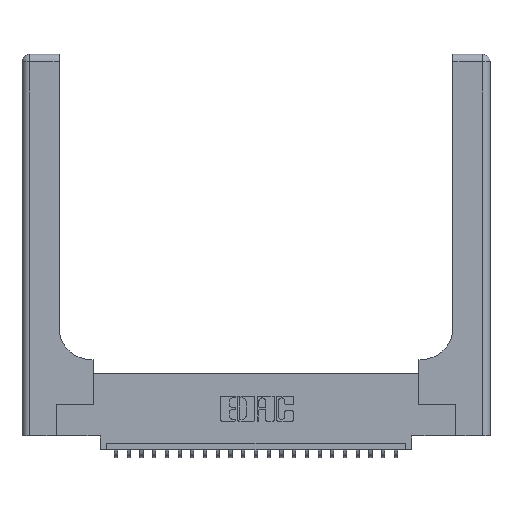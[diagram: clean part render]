
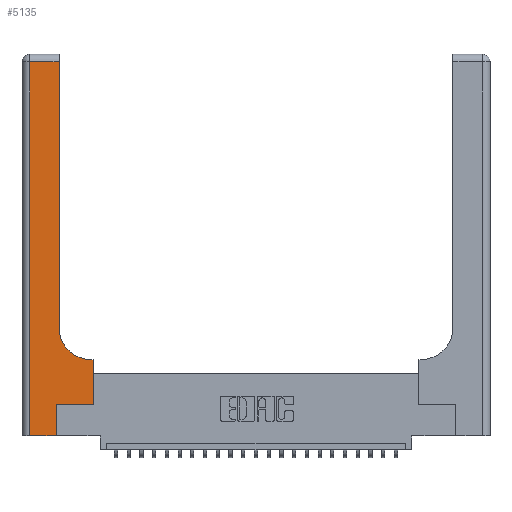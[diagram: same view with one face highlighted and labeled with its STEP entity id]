
A CAD part, top view. The second image highlights one B-rep face of the part: STEP entity #5135.
In plain terms, the highlighted planar face has unit normal (0, 0, 1).
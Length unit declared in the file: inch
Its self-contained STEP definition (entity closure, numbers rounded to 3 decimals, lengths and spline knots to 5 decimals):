
#15 = LINE ( 'NONE', #7695, #12839 ) ;
#119 = DIRECTION ( 'NONE',  ( 0., -1., 0. ) ) ;
#238 = VERTEX_POINT ( 'NONE', #4769 ) ;
#340 = AXIS2_PLACEMENT_3D ( 'NONE', #11983, #3955, #6007 ) ;
#1716 = VECTOR ( 'NONE', #119, 39.37008 ) ;
#1936 = CARTESIAN_POINT ( 'NONE',  ( 0.269, 0., 0.37 ) ) ;
#2567 = CARTESIAN_POINT ( 'NONE',  ( 0.269, 0.25, 0.37 ) ) ;
#3326 = VECTOR ( 'NONE', #20754, 39.37008 ) ;
#3383 = EDGE_CURVE ( 'NONE', #238, #21634, #3781, .T. ) ;
#3652 = VERTEX_POINT ( 'NONE', #19193 ) ;
#3781 = LINE ( 'NONE', #24125, #22126 ) ;
#3877 = PLANE ( 'NONE',  #340 ) ;
#3948 = LINE ( 'NONE', #20927, #3326 ) ;
#3955 = DIRECTION ( 'NONE',  ( 0., 0., -1. ) ) ;
#4755 = FACE_OUTER_BOUND ( 'NONE', #6441, .T. ) ;
#4769 = CARTESIAN_POINT ( 'NONE',  ( 0.2915, 2.94, 0.37 ) ) ;
#4997 = ORIENTED_EDGE ( 'NONE', *, *, #12898, .T. ) ;
#5135 = ADVANCED_FACE ( 'NONE', ( #4755 ), #3877, .F. ) ;
#5717 = ORIENTED_EDGE ( 'NONE', *, *, #16762, .T. ) ;
#5740 = ORIENTED_EDGE ( 'NONE', *, *, #22311, .T. ) ;
#6007 = DIRECTION ( 'NONE',  ( -1., 0., 0. ) ) ;
#6402 = DIRECTION ( 'NONE',  ( 0., 0., -1. ) ) ;
#6441 = EDGE_LOOP ( 'NONE', ( #19680, #18836, #4997, #14852, #11076, #19904, #5740, #5717, #22253 ) ) ;
#7313 = DIRECTION ( 'NONE',  ( -1., 0., 0. ) ) ;
#7401 = VERTEX_POINT ( 'NONE', #9454 ) ;
#7524 = VECTOR ( 'NONE', #22188, 39.37008 ) ;
#7695 = CARTESIAN_POINT ( 'NONE',  ( 0.2915, 0.6, 0.37 ) ) ;
#8163 = CARTESIAN_POINT ( 'NONE',  ( 0.5415, 0.6, 0.37 ) ) ;
#8287 = VERTEX_POINT ( 'NONE', #8163 ) ;
#8519 = VECTOR ( 'NONE', #10400, 39.37008 ) ;
#8616 = VECTOR ( 'NONE', #24903, 39.37008 ) ;
#8931 = CARTESIAN_POINT ( 'NONE',  ( 0.5585, 0.6, 0.37 ) ) ;
#9304 = CARTESIAN_POINT ( 'NONE',  ( 0.06, 2.94, 0.37 ) ) ;
#9346 = LINE ( 'NONE', #1936, #16985 ) ;
#9454 = CARTESIAN_POINT ( 'NONE',  ( 0.5585, 0.25, 0.37 ) ) ;
#10246 = CARTESIAN_POINT ( 'NONE',  ( 0.269, 0., 0.37 ) ) ;
#10324 = CARTESIAN_POINT ( 'NONE',  ( 0.5415, 0.85, 0.37 ) ) ;
#10400 = DIRECTION ( 'NONE',  ( 0., 1., 0. ) ) ;
#11076 = ORIENTED_EDGE ( 'NONE', *, *, #12980, .T. ) ;
#11983 = CARTESIAN_POINT ( 'NONE',  ( 0., 3., 0.37 ) ) ;
#12839 = VECTOR ( 'NONE', #19337, 39.37008 ) ;
#12898 = EDGE_CURVE ( 'NONE', #21634, #3652, #20372, .T. ) ;
#12980 = EDGE_CURVE ( 'NONE', #19028, #20823, #9346, .T. ) ;
#13519 = EDGE_CURVE ( 'NONE', #3652, #19028, #24312, .T. ) ;
#13613 = CARTESIAN_POINT ( 'NONE',  ( 0.2915, 0.85, 0.37 ) ) ;
#13654 = VERTEX_POINT ( 'NONE', #8931 ) ;
#13781 = AXIS2_PLACEMENT_3D ( 'NONE', #10324, #6402, #20002 ) ;
#14852 = ORIENTED_EDGE ( 'NONE', *, *, #13519, .T. ) ;
#15393 = DIRECTION ( 'NONE',  ( 0., 1., 0. ) ) ;
#16427 = LINE ( 'NONE', #23713, #8519 ) ;
#16762 = EDGE_CURVE ( 'NONE', #13654, #8287, #15, .T. ) ;
#16985 = VECTOR ( 'NONE', #15393, 39.37008 ) ;
#17574 = CIRCLE ( 'NONE', #13781, 0.25 ) ;
#18423 = CARTESIAN_POINT ( 'NONE',  ( 0., 0., 0.37 ) ) ;
#18836 = ORIENTED_EDGE ( 'NONE', *, *, #3383, .T. ) ;
#18969 = EDGE_CURVE ( 'NONE', #8287, #24843, #17574, .T. ) ;
#19028 = VERTEX_POINT ( 'NONE', #10246 ) ;
#19193 = CARTESIAN_POINT ( 'NONE',  ( 0.06, 0., 0.37 ) ) ;
#19337 = DIRECTION ( 'NONE',  ( -1., 0., 0. ) ) ;
#19461 = CARTESIAN_POINT ( 'NONE',  ( 0.06, 3., 0.37 ) ) ;
#19680 = ORIENTED_EDGE ( 'NONE', *, *, #23788, .T. ) ;
#19904 = ORIENTED_EDGE ( 'NONE', *, *, #21160, .T. ) ;
#20002 = DIRECTION ( 'NONE',  ( 1., 0., 0. ) ) ;
#20372 = LINE ( 'NONE', #19461, #1716 ) ;
#20754 = DIRECTION ( 'NONE',  ( 0., 1., 0. ) ) ;
#20823 = VERTEX_POINT ( 'NONE', #2567 ) ;
#20927 = CARTESIAN_POINT ( 'NONE',  ( 0.5585, 0.25, 0.37 ) ) ;
#21160 = EDGE_CURVE ( 'NONE', #20823, #7401, #22074, .T. ) ;
#21634 = VERTEX_POINT ( 'NONE', #9304 ) ;
#22074 = LINE ( 'NONE', #24736, #8616 ) ;
#22126 = VECTOR ( 'NONE', #7313, 39.37008 ) ;
#22188 = DIRECTION ( 'NONE',  ( 1., 0., 0. ) ) ;
#22253 = ORIENTED_EDGE ( 'NONE', *, *, #18969, .T. ) ;
#22311 = EDGE_CURVE ( 'NONE', #7401, #13654, #3948, .T. ) ;
#23713 = CARTESIAN_POINT ( 'NONE',  ( 0.2915, 3., 0.37 ) ) ;
#23788 = EDGE_CURVE ( 'NONE', #24843, #238, #16427, .T. ) ;
#24125 = CARTESIAN_POINT ( 'NONE',  ( 0., 2.94, 0.37 ) ) ;
#24312 = LINE ( 'NONE', #18423, #7524 ) ;
#24736 = CARTESIAN_POINT ( 'NONE',  ( 0.269, 0.25, 0.37 ) ) ;
#24843 = VERTEX_POINT ( 'NONE', #13613 ) ;
#24903 = DIRECTION ( 'NONE',  ( 1., 0., 0. ) ) ;
